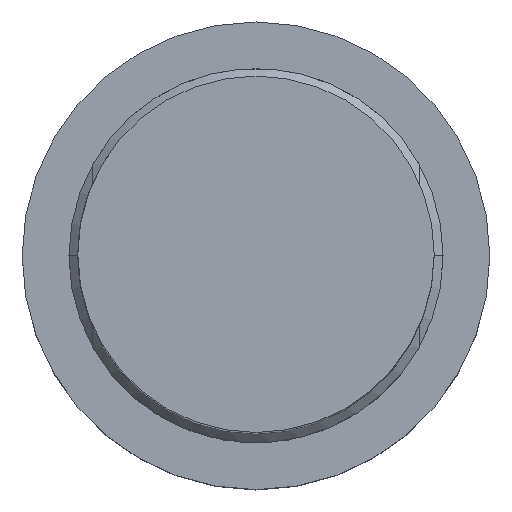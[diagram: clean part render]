
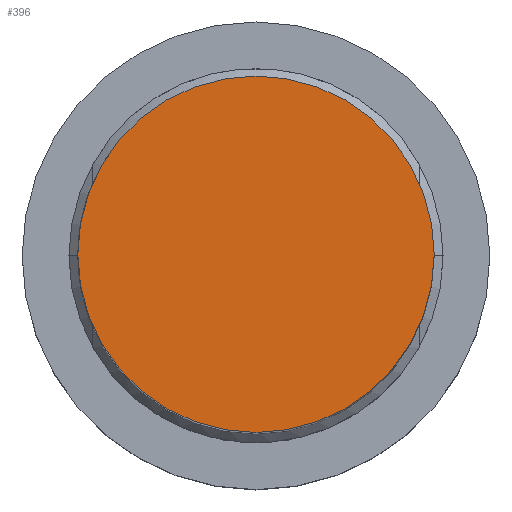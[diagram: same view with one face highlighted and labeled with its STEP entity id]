
A CAD part, top view. The second image highlights one B-rep face of the part: STEP entity #396.
In plain terms, the highlighted planar face has unit normal (0, 0, 1).
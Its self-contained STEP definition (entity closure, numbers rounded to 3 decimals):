
#12 = CARTESIAN_POINT ( 'NONE',  ( 19.05, 0., 0. ) ) ;
#61 = DIRECTION ( 'NONE',  ( 0., 0., -1. ) ) ;
#81 = AXIS2_PLACEMENT_3D ( 'NONE', #1077, #61, #179 ) ;
#114 = EDGE_CURVE ( 'NONE', #429, #569, #376, .T. ) ;
#161 = EDGE_LOOP ( 'NONE', ( #174, #551 ) ) ;
#174 = ORIENTED_EDGE ( 'NONE', *, *, #936, .T. ) ;
#179 = DIRECTION ( 'NONE',  ( -1., 0., 0. ) ) ;
#265 = DIRECTION ( 'NONE',  ( 0., 0., 1. ) ) ;
#376 = CIRCLE ( 'NONE', #1101, 19.05 ) ;
#396 = ADVANCED_FACE ( 'NONE', ( #956 ), #541, .F. ) ;
#429 = VERTEX_POINT ( 'NONE', #862 ) ;
#453 = DIRECTION ( 'NONE',  ( 0., 0., 1. ) ) ;
#454 = AXIS2_PLACEMENT_3D ( 'NONE', #958, #453, #1044 ) ;
#470 = CIRCLE ( 'NONE', #454, 19.05 ) ;
#541 = PLANE ( 'NONE',  #81 ) ;
#551 = ORIENTED_EDGE ( 'NONE', *, *, #114, .T. ) ;
#569 = VERTEX_POINT ( 'NONE', #12 ) ;
#769 = CARTESIAN_POINT ( 'NONE',  ( 0., 0., 0. ) ) ;
#857 = DIRECTION ( 'NONE',  ( 1., 0., 0. ) ) ;
#862 = CARTESIAN_POINT ( 'NONE',  ( -19.05, 0., 0. ) ) ;
#936 = EDGE_CURVE ( 'NONE', #569, #429, #470, .T. ) ;
#956 = FACE_OUTER_BOUND ( 'NONE', #161, .T. ) ;
#958 = CARTESIAN_POINT ( 'NONE',  ( 0., 0., 0. ) ) ;
#1044 = DIRECTION ( 'NONE',  ( 1., 0., 0. ) ) ;
#1077 = CARTESIAN_POINT ( 'NONE',  ( 0., 0., 0. ) ) ;
#1101 = AXIS2_PLACEMENT_3D ( 'NONE', #769, #265, #857 ) ;
